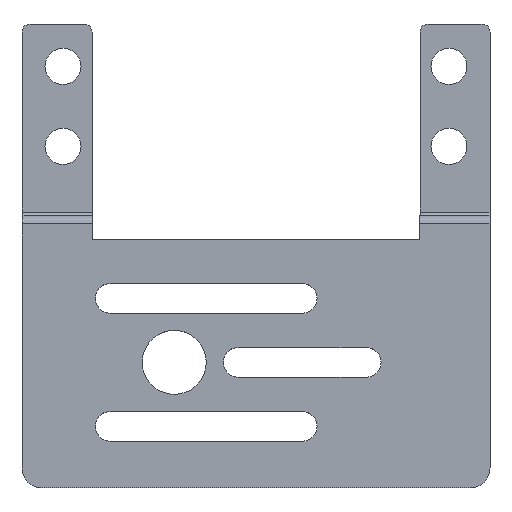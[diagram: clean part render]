
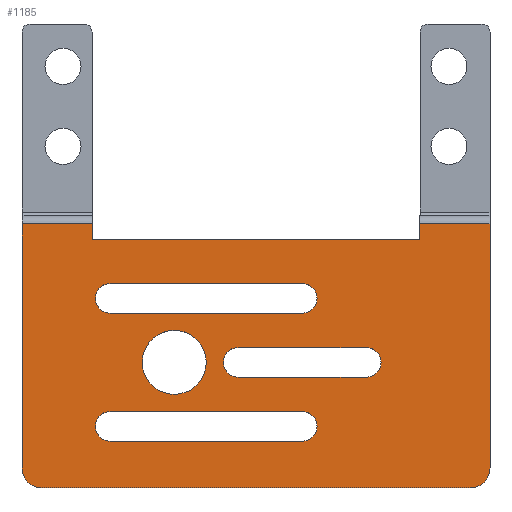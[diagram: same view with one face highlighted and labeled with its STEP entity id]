
A CAD part, top view. The second image highlights one B-rep face of the part: STEP entity #1185.
In plain terms, the highlighted planar face has unit normal (0, 0, 1).
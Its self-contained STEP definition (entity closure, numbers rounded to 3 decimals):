
#26=FACE_BOUND('',#146,.T.);
#27=FACE_BOUND('',#147,.T.);
#28=FACE_BOUND('',#148,.T.);
#29=FACE_BOUND('',#149,.T.);
#42=PLANE('',#1286);
#75=FACE_OUTER_BOUND('',#145,.T.);
#145=EDGE_LOOP('',(#868,#869,#870,#871,#872,#873,#874,#875,#876,#877));
#146=EDGE_LOOP('',(#878,#879,#880,#881,#882));
#147=EDGE_LOOP('',(#883,#884,#885,#886,#887));
#148=EDGE_LOOP('',(#888,#889,#890,#891,#892));
#149=EDGE_LOOP('',(#893,#894));
#226=LINE('',#1839,#328);
#259=LINE('',#1934,#361);
#260=LINE('',#1936,#362);
#261=LINE('',#1938,#363);
#262=LINE('',#1940,#364);
#263=LINE('',#1942,#365);
#264=LINE('',#1944,#366);
#265=LINE('',#1946,#367);
#266=LINE('',#1950,#368);
#267=LINE('',#1953,#369);
#268=LINE('',#1957,#370);
#269=LINE('',#1960,#371);
#270=LINE('',#1964,#372);
#271=LINE('',#1967,#373);
#328=VECTOR('',#1466,53.5);
#361=VECTOR('',#1549,30.5);
#362=VECTOR('',#1550,8.765);
#363=VECTOR('',#1551,2.);
#364=VECTOR('',#1552,40.985);
#365=VECTOR('',#1553,2.);
#366=VECTOR('',#1554,8.75);
#367=VECTOR('',#1555,30.5);
#368=VECTOR('',#1558,16.);
#369=VECTOR('',#1561,16.);
#370=VECTOR('',#1564,24.);
#371=VECTOR('',#1567,24.);
#372=VECTOR('',#1570,24.);
#373=VECTOR('',#1573,24.);
#392=CIRCLE('',#1227,1.85);
#394=CIRCLE('',#1230,1.85);
#396=CIRCLE('',#1233,1.85);
#406=CIRCLE('',#1248,4.);
#432=CIRCLE('',#1287,2.5);
#433=CIRCLE('',#1288,2.5);
#434=CIRCLE('',#1289,1.85);
#435=CIRCLE('',#1290,1.85);
#436=CIRCLE('',#1291,1.85);
#437=CIRCLE('',#1292,1.85);
#438=CIRCLE('',#1293,1.85);
#439=CIRCLE('',#1294,1.85);
#440=CIRCLE('',#1295,4.);
#459=VERTEX_POINT('',#1706);
#460=VERTEX_POINT('',#1708);
#463=VERTEX_POINT('',#1715);
#464=VERTEX_POINT('',#1717);
#467=VERTEX_POINT('',#1724);
#468=VERTEX_POINT('',#1726);
#487=VERTEX_POINT('',#1769);
#488=VERTEX_POINT('',#1771);
#515=VERTEX_POINT('',#1836);
#516=VERTEX_POINT('',#1838);
#552=VERTEX_POINT('',#1931);
#553=VERTEX_POINT('',#1933);
#554=VERTEX_POINT('',#1935);
#555=VERTEX_POINT('',#1937);
#556=VERTEX_POINT('',#1939);
#557=VERTEX_POINT('',#1941);
#558=VERTEX_POINT('',#1943);
#559=VERTEX_POINT('',#1945);
#560=VERTEX_POINT('',#1948);
#561=VERTEX_POINT('',#1949);
#562=VERTEX_POINT('',#1951);
#563=VERTEX_POINT('',#1955);
#564=VERTEX_POINT('',#1956);
#565=VERTEX_POINT('',#1958);
#566=VERTEX_POINT('',#1962);
#567=VERTEX_POINT('',#1963);
#568=VERTEX_POINT('',#1965);
#571=EDGE_CURVE('',#459,#460,#392,.T.);
#575=EDGE_CURVE('',#463,#464,#394,.T.);
#579=EDGE_CURVE('',#467,#468,#396,.T.);
#599=EDGE_CURVE('',#487,#488,#406,.T.);
#632=EDGE_CURVE('',#515,#516,#226,.T.);
#682=EDGE_CURVE('',#515,#552,#432,.T.);
#683=EDGE_CURVE('',#553,#552,#259,.T.);
#684=EDGE_CURVE('',#553,#554,#260,.T.);
#685=EDGE_CURVE('',#555,#554,#261,.T.);
#686=EDGE_CURVE('',#556,#555,#262,.T.);
#687=EDGE_CURVE('',#557,#556,#263,.T.);
#688=EDGE_CURVE('',#557,#558,#264,.T.);
#689=EDGE_CURVE('',#558,#559,#265,.T.);
#690=EDGE_CURVE('',#559,#516,#433,.T.);
#691=EDGE_CURVE('',#560,#561,#266,.T.);
#692=EDGE_CURVE('',#562,#560,#434,.T.);
#693=EDGE_CURVE('',#460,#562,#267,.T.);
#694=EDGE_CURVE('',#561,#459,#435,.T.);
#695=EDGE_CURVE('',#563,#564,#268,.T.);
#696=EDGE_CURVE('',#565,#563,#436,.T.);
#697=EDGE_CURVE('',#464,#565,#269,.T.);
#698=EDGE_CURVE('',#564,#463,#437,.T.);
#699=EDGE_CURVE('',#566,#567,#270,.T.);
#700=EDGE_CURVE('',#568,#566,#438,.T.);
#701=EDGE_CURVE('',#468,#568,#271,.T.);
#702=EDGE_CURVE('',#567,#467,#439,.T.);
#703=EDGE_CURVE('',#488,#487,#440,.T.);
#868=ORIENTED_EDGE('',*,*,#632,.F.);
#869=ORIENTED_EDGE('',*,*,#682,.T.);
#870=ORIENTED_EDGE('',*,*,#683,.F.);
#871=ORIENTED_EDGE('',*,*,#684,.T.);
#872=ORIENTED_EDGE('',*,*,#685,.F.);
#873=ORIENTED_EDGE('',*,*,#686,.F.);
#874=ORIENTED_EDGE('',*,*,#687,.F.);
#875=ORIENTED_EDGE('',*,*,#688,.T.);
#876=ORIENTED_EDGE('',*,*,#689,.T.);
#877=ORIENTED_EDGE('',*,*,#690,.T.);
#878=ORIENTED_EDGE('',*,*,#691,.F.);
#879=ORIENTED_EDGE('',*,*,#692,.F.);
#880=ORIENTED_EDGE('',*,*,#693,.F.);
#881=ORIENTED_EDGE('',*,*,#571,.F.);
#882=ORIENTED_EDGE('',*,*,#694,.F.);
#883=ORIENTED_EDGE('',*,*,#695,.F.);
#884=ORIENTED_EDGE('',*,*,#696,.F.);
#885=ORIENTED_EDGE('',*,*,#697,.F.);
#886=ORIENTED_EDGE('',*,*,#575,.F.);
#887=ORIENTED_EDGE('',*,*,#698,.F.);
#888=ORIENTED_EDGE('',*,*,#699,.F.);
#889=ORIENTED_EDGE('',*,*,#700,.F.);
#890=ORIENTED_EDGE('',*,*,#701,.F.);
#891=ORIENTED_EDGE('',*,*,#579,.F.);
#892=ORIENTED_EDGE('',*,*,#702,.F.);
#893=ORIENTED_EDGE('',*,*,#703,.F.);
#894=ORIENTED_EDGE('',*,*,#599,.F.);
#1185=ADVANCED_FACE('',(#75,#26,#27,#28,#29),#42,.F.);
#1227=AXIS2_PLACEMENT_3D('',#1709,#1356,#1357);
#1230=AXIS2_PLACEMENT_3D('',#1718,#1364,#1365);
#1233=AXIS2_PLACEMENT_3D('',#1727,#1372,#1373);
#1248=AXIS2_PLACEMENT_3D('',#1772,#1412,#1413);
#1286=AXIS2_PLACEMENT_3D('',#1930,#1545,#1546);
#1287=AXIS2_PLACEMENT_3D('',#1932,#1547,#1548);
#1288=AXIS2_PLACEMENT_3D('',#1947,#1556,#1557);
#1289=AXIS2_PLACEMENT_3D('',#1952,#1559,#1560);
#1290=AXIS2_PLACEMENT_3D('',#1954,#1562,#1563);
#1291=AXIS2_PLACEMENT_3D('',#1959,#1565,#1566);
#1292=AXIS2_PLACEMENT_3D('',#1961,#1568,#1569);
#1293=AXIS2_PLACEMENT_3D('',#1966,#1571,#1572);
#1294=AXIS2_PLACEMENT_3D('',#1968,#1574,#1575);
#1295=AXIS2_PLACEMENT_3D('',#1969,#1576,#1577);
#1356=DIRECTION('center_axis',(0.,0.,1.));
#1357=DIRECTION('ref_axis',(1.,0.,0.));
#1364=DIRECTION('center_axis',(0.,0.,1.));
#1365=DIRECTION('ref_axis',(1.,0.,0.));
#1372=DIRECTION('center_axis',(0.,0.,1.));
#1373=DIRECTION('ref_axis',(1.,0.,0.));
#1412=DIRECTION('center_axis',(0.,0.,1.));
#1413=DIRECTION('ref_axis',(1.,0.,0.));
#1466=DIRECTION('',(-1.,0.,0.));
#1545=DIRECTION('center_axis',(0.,0.,-1.));
#1546=DIRECTION('ref_axis',(-1.,0.,0.));
#1547=DIRECTION('center_axis',(0.,0.,1.));
#1548=DIRECTION('ref_axis',(-1.,0.,0.));
#1549=DIRECTION('',(0.,-1.,0.));
#1550=DIRECTION('',(-1.,0.,0.));
#1551=DIRECTION('',(0.,1.,0.));
#1552=DIRECTION('',(1.,0.,0.));
#1553=DIRECTION('',(0.,-1.,0.));
#1554=DIRECTION('',(-1.,0.,0.));
#1555=DIRECTION('',(0.,-1.,0.));
#1556=DIRECTION('center_axis',(0.,0.,1.));
#1557=DIRECTION('ref_axis',(-1.,0.,0.));
#1558=DIRECTION('',(1.,0.,0.));
#1559=DIRECTION('center_axis',(0.,0.,1.));
#1560=DIRECTION('ref_axis',(1.,0.,0.));
#1561=DIRECTION('',(-1.,0.,0.));
#1562=DIRECTION('center_axis',(0.,0.,1.));
#1563=DIRECTION('ref_axis',(1.,0.,0.));
#1564=DIRECTION('',(1.,0.,0.));
#1565=DIRECTION('center_axis',(0.,0.,1.));
#1566=DIRECTION('ref_axis',(1.,0.,0.));
#1567=DIRECTION('',(-1.,0.,0.));
#1568=DIRECTION('center_axis',(0.,0.,1.));
#1569=DIRECTION('ref_axis',(1.,0.,0.));
#1570=DIRECTION('',(1.,0.,0.));
#1571=DIRECTION('center_axis',(0.,0.,1.));
#1572=DIRECTION('ref_axis',(1.,0.,0.));
#1573=DIRECTION('',(-1.,0.,0.));
#1574=DIRECTION('center_axis',(0.,0.,1.));
#1575=DIRECTION('ref_axis',(1.,0.,0.));
#1576=DIRECTION('center_axis',(0.,0.,1.));
#1577=DIRECTION('ref_axis',(1.,0.,0.));
#1706=CARTESIAN_POINT('',(44.875,15.7,0.));
#1708=CARTESIAN_POINT('',(43.025,17.55,0.));
#1709=CARTESIAN_POINT('Origin',(43.025,15.7,0.));
#1715=CARTESIAN_POINT('',(36.875,7.7,0.));
#1717=CARTESIAN_POINT('',(35.025,9.55,0.));
#1718=CARTESIAN_POINT('Origin',(35.025,7.7,0.));
#1724=CARTESIAN_POINT('',(36.875,23.7,0.));
#1726=CARTESIAN_POINT('',(35.025,25.55,0.));
#1727=CARTESIAN_POINT('Origin',(35.025,23.7,0.));
#1769=CARTESIAN_POINT('',(15.025,15.7,0.));
#1771=CARTESIAN_POINT('',(23.025,15.7,0.));
#1772=CARTESIAN_POINT('Origin',(19.025,15.7,0.));
#1836=CARTESIAN_POINT('',(56.,0.,0.));
#1838=CARTESIAN_POINT('',(2.5,0.,0.));
#1839=CARTESIAN_POINT('',(58.5,0.,0.));
#1930=CARTESIAN_POINT('Origin',(58.5,0.,0.));
#1931=CARTESIAN_POINT('',(58.5,2.5,0.));
#1932=CARTESIAN_POINT('Origin',(56.,2.5,0.));
#1933=CARTESIAN_POINT('',(58.5,33.,0.));
#1934=CARTESIAN_POINT('',(58.5,0.,0.));
#1935=CARTESIAN_POINT('',(49.735,33.,0.));
#1936=CARTESIAN_POINT('',(58.5,33.,0.));
#1937=CARTESIAN_POINT('',(49.735,31.,0.));
#1938=CARTESIAN_POINT('',(49.735,34.,0.));
#1939=CARTESIAN_POINT('',(8.75,31.,0.));
#1940=CARTESIAN_POINT('',(8.75,31.,0.));
#1941=CARTESIAN_POINT('',(8.75,33.,0.));
#1942=CARTESIAN_POINT('',(8.75,32.,0.));
#1943=CARTESIAN_POINT('',(0.,33.,0.));
#1944=CARTESIAN_POINT('',(58.5,33.,0.));
#1945=CARTESIAN_POINT('',(0.,2.5,0.));
#1946=CARTESIAN_POINT('',(0.,0.,0.));
#1947=CARTESIAN_POINT('Origin',(2.5,2.5,0.));
#1948=CARTESIAN_POINT('',(27.025,13.85,0.));
#1949=CARTESIAN_POINT('',(43.025,13.85,0.));
#1950=CARTESIAN_POINT('',(27.025,13.85,0.));
#1951=CARTESIAN_POINT('',(27.025,17.55,0.));
#1952=CARTESIAN_POINT('Origin',(27.025,15.7,0.));
#1953=CARTESIAN_POINT('',(27.025,17.55,0.));
#1954=CARTESIAN_POINT('Origin',(43.025,15.7,0.));
#1955=CARTESIAN_POINT('',(11.025,5.85,0.));
#1956=CARTESIAN_POINT('',(35.025,5.85,0.));
#1957=CARTESIAN_POINT('',(11.025,5.85,0.));
#1958=CARTESIAN_POINT('',(11.025,9.55,0.));
#1959=CARTESIAN_POINT('Origin',(11.025,7.7,0.));
#1960=CARTESIAN_POINT('',(11.025,9.55,0.));
#1961=CARTESIAN_POINT('Origin',(35.025,7.7,0.));
#1962=CARTESIAN_POINT('',(11.025,21.85,0.));
#1963=CARTESIAN_POINT('',(35.025,21.85,0.));
#1964=CARTESIAN_POINT('',(11.025,21.85,0.));
#1965=CARTESIAN_POINT('',(11.025,25.55,0.));
#1966=CARTESIAN_POINT('Origin',(11.025,23.7,0.));
#1967=CARTESIAN_POINT('',(11.025,25.55,0.));
#1968=CARTESIAN_POINT('Origin',(35.025,23.7,0.));
#1969=CARTESIAN_POINT('Origin',(19.025,15.7,0.));
